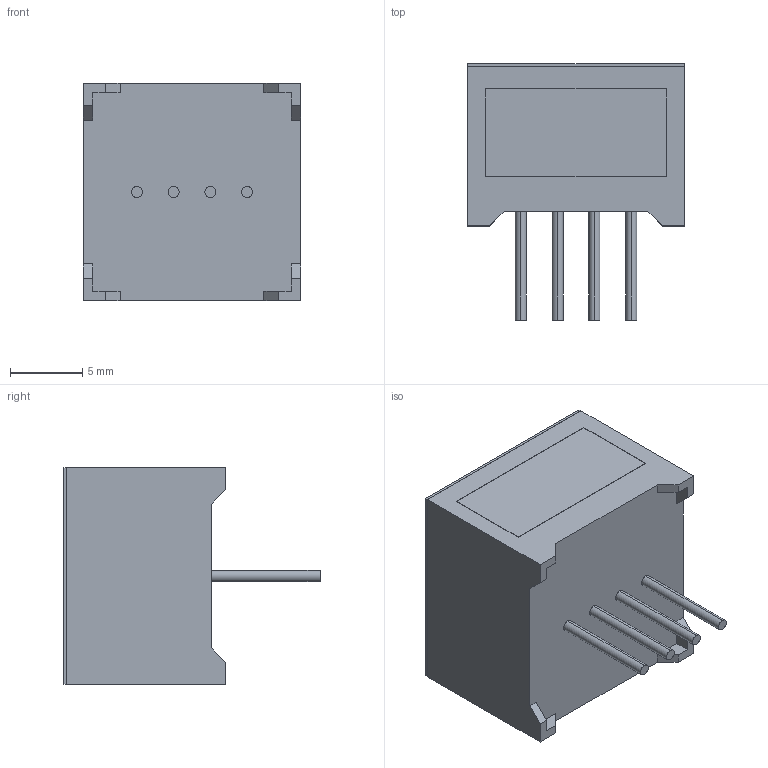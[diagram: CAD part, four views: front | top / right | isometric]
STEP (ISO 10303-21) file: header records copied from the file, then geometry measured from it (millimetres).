
FILE_DESCRIPTION (( 'STEP AP214' ), '1' );
FILE_NAME ('CTHS15ONOFF.STEP', '2016-10-28T22:47:35', ( 'user' ), ( 'Microsoft' ), 'SwSTEP 2.0', 'SolidWorks 2016', '' );
FILE_SCHEMA (( 'AUTOMOTIVE_DESIGN' ));
Length unit declared in the file: inch
Products named in the file (3): CTHOVERLAYONOFF; CTHS15XXXXX; CTHS15ONOFF
Assembly tree (2 placements, depth 2):
  CTHS15ONOFF
    CTHS15XXXXX
    CTHOVERLAYONOFF
Bounding box: 15.01 x 17.7 x 15.01 mm (x, y, z)
Volume: 2318.2 mm3; surface area: 1619.2 mm2
Topology: 2 solids, 2 shells, 82 faces, 201 edges, 134 vertices
Faces by surface type: plane 65, cylinder 17
Entity records: 3472 total; most frequent: CARTESIAN_POINT 422, DIRECTION 409, ORIENTED_EDGE 402, EDGE_CURVE 201, VECTOR 167, LINE 167, VERTEX_POINT 134, AXIS2_PLACEMENT_3D 121
